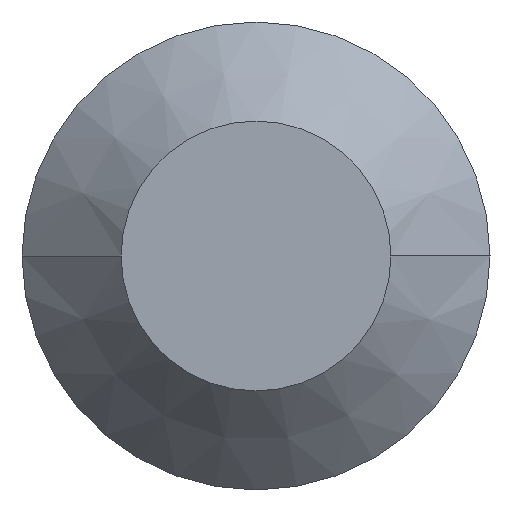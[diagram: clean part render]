
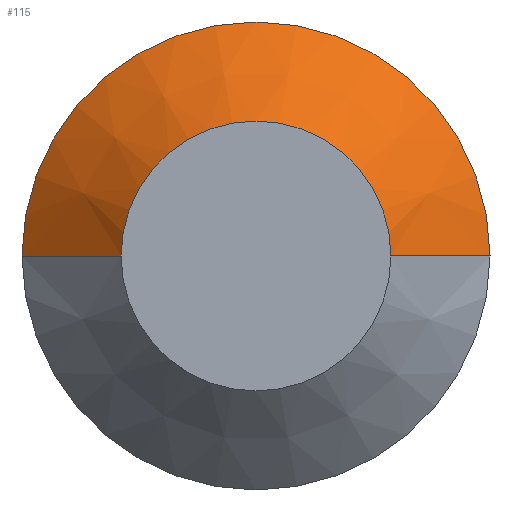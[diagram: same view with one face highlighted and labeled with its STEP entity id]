
A CAD part, left-side view. The second image highlights one B-rep face of the part: STEP entity #115.
In plain terms, the highlighted conical face has half-angle 45 degrees and reference radius 1.5 mm.
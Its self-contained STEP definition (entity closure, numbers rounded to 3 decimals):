
#4 = CIRCLE ( 'NONE', #117, 1.5 ) ;
#12 = EDGE_CURVE ( 'NONE', #323, #337, #30, .T. ) ;
#26 = CARTESIAN_POINT ( 'NONE',  ( 0.635, -1.5, 0. ) ) ;
#30 = LINE ( 'NONE', #26, #375 ) ;
#32 = DIRECTION ( 'NONE',  ( 1., 0., 0. ) ) ;
#33 = CARTESIAN_POINT ( 'NONE',  ( 0.635, -1.5, 0. ) ) ;
#37 = DIRECTION ( 'NONE',  ( 1., 0., 0. ) ) ;
#38 = EDGE_CURVE ( 'NONE', #415, #139, #300, .T. ) ;
#48 = CONICAL_SURFACE ( 'NONE', #412, 1.5, 0.785 ) ;
#52 = ORIENTED_EDGE ( 'NONE', *, *, #38, .F. ) ;
#115 = ADVANCED_FACE ( 'NONE', ( #123 ), #48, .T. ) ;
#117 = AXIS2_PLACEMENT_3D ( 'NONE', #159, #235, #265 ) ;
#123 = FACE_OUTER_BOUND ( 'NONE', #283, .T. ) ;
#139 = VERTEX_POINT ( 'NONE', #361 ) ;
#146 = ORIENTED_EDGE ( 'NONE', *, *, #400, .F. ) ;
#159 = CARTESIAN_POINT ( 'NONE',  ( 0.635, 0., 0. ) ) ;
#168 = EDGE_CURVE ( 'NONE', #415, #323, #205, .T. ) ;
#190 = CARTESIAN_POINT ( 'NONE',  ( 0., 0.865, 0. ) ) ;
#193 = CARTESIAN_POINT ( 'NONE',  ( 0.635, 0., 0. ) ) ;
#194 = CARTESIAN_POINT ( 'NONE',  ( 0., -0.865, 0. ) ) ;
#205 = CIRCLE ( 'NONE', #209, 0.865 ) ;
#209 = AXIS2_PLACEMENT_3D ( 'NONE', #295, #32, #297 ) ;
#235 = DIRECTION ( 'NONE',  ( 1., 0., 0. ) ) ;
#262 = DIRECTION ( 'NONE',  ( 0., 1., 0. ) ) ;
#265 = DIRECTION ( 'NONE',  ( 0., 1., 0. ) ) ;
#283 = EDGE_LOOP ( 'NONE', ( #301, #318, #146, #52 ) ) ;
#290 = CARTESIAN_POINT ( 'NONE',  ( 0.635, 1.5, 0. ) ) ;
#291 = DIRECTION ( 'NONE',  ( 0.707, 0.707, 0. ) ) ;
#295 = CARTESIAN_POINT ( 'NONE',  ( 0., 0., 0. ) ) ;
#297 = DIRECTION ( 'NONE',  ( 0., 1., 0. ) ) ;
#300 = LINE ( 'NONE', #290, #352 ) ;
#301 = ORIENTED_EDGE ( 'NONE', *, *, #168, .T. ) ;
#318 = ORIENTED_EDGE ( 'NONE', *, *, #12, .T. ) ;
#323 = VERTEX_POINT ( 'NONE', #194 ) ;
#337 = VERTEX_POINT ( 'NONE', #33 ) ;
#352 = VECTOR ( 'NONE', #291, 1000. ) ;
#361 = CARTESIAN_POINT ( 'NONE',  ( 0.635, 1.5, 0. ) ) ;
#375 = VECTOR ( 'NONE', #382, 1000. ) ;
#382 = DIRECTION ( 'NONE',  ( 0.707, -0.707, 0. ) ) ;
#400 = EDGE_CURVE ( 'NONE', #139, #337, #4, .T. ) ;
#412 = AXIS2_PLACEMENT_3D ( 'NONE', #193, #37, #262 ) ;
#415 = VERTEX_POINT ( 'NONE', #190 ) ;
